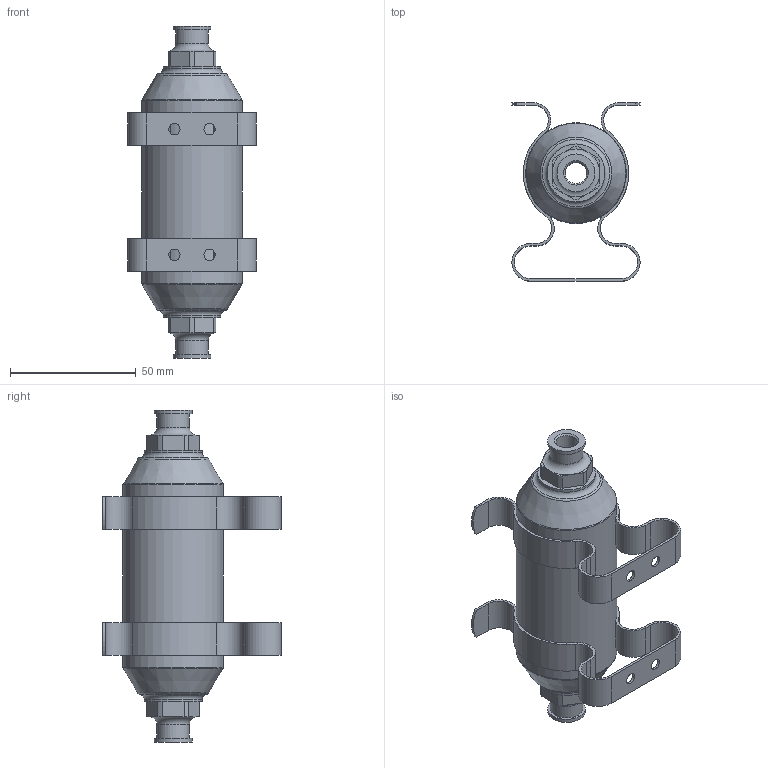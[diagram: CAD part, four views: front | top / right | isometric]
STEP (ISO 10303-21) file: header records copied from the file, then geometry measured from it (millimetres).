
FILE_DESCRIPTION(/* description */ ('STEP AP214'),/* implementation_level */ '2;1');
FILE_NAME(/* name */ '160233_CRVZS-0_1',/* time_stamp */ '2024-07-24T16:01:43+02:00',/* author */ ('License CC BY-ND 4.0'),/* organization */ ('CADENAS'),/* preprocessor_version */ 'ST-DEVELOPER v19.3',/* originating_system */ 'PARTsolutions',/* authorisation */ ' ');
FILE_SCHEMA (('AUTOMOTIVE_DESIGN {1 0 10303 214 3 1 1}'));
Length unit declared in the file: millimetre
Products named in the file (3): 160233 CRVZS-0.1---(50); 160233 CRVZS-0.1---(S_50); 348165 CRVZS-0.1---(KL)
Assembly tree (3 placements, depth 2):
  160233 CRVZS-0.1---(50)
    160233 CRVZS-0.1---(S_50)
    348165 CRVZS-0.1---(KL)  x2
Bounding box: 51 x 71 x 132 mm (x, y, z)
Volume: 28365.3 mm3; surface area: 40947.6 mm2
Topology: 3 solids, 3 shells, 142 faces, 354 edges, 224 vertices
Faces by surface type: cylinder 64, plane 56, torus 14, cone 8
Full cylindrical faces by diameter (mm): 4.5 x4, 8.566 x2, 13 x2, 15 x2, 18.5 x2, 23 x2, 37 x1, 40 x1
Entity records: 3075 total; most frequent: DIRECTION 568, CARTESIAN_POINT 498, ORIENTED_EDGE 448, AXIS2_PLACEMENT_3D 230, EDGE_CURVE 224, VERTEX_POINT 160, EDGE_LOOP 158, FACE_BOUND 158
